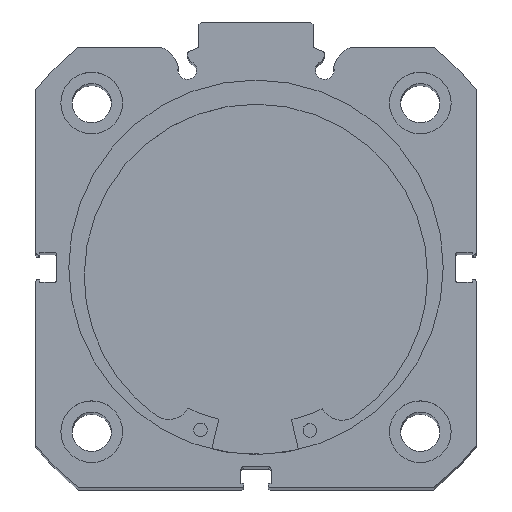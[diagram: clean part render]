
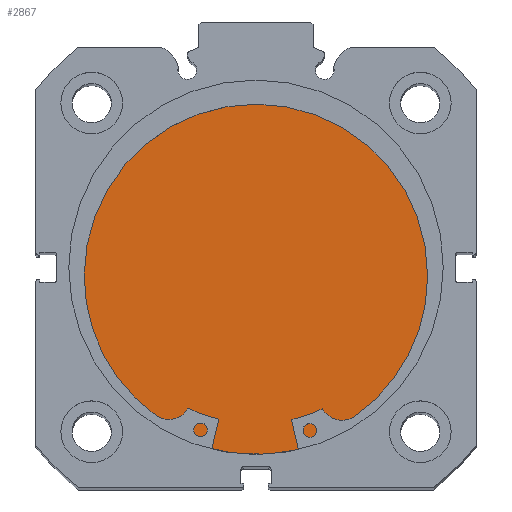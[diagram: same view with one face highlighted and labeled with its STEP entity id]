
A CAD part, top view. The second image highlights one B-rep face of the part: STEP entity #2867.
In plain terms, the highlighted face is planar.
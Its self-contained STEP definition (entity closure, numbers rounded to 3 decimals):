
#861 = VERTEX_POINT ( 'NONE', #4511 ) ;
#1730 = VERTEX_POINT ( 'NONE', #4607 ) ;
#1843 = ORIENTED_EDGE ( 'NONE', *, *, #3392, .F. ) ;
#1844 = ORIENTED_EDGE ( 'NONE', *, *, #3384, .F. ) ;
#1869 = EDGE_LOOP ( 'NONE', ( #1844, #1843 ) ) ;
#2494 = FACE_OUTER_BOUND ( 'NONE', #1869, .T. ) ;
#2680 = CIRCLE ( 'NONE', #3737, 41. ) ;
#2691 = CIRCLE ( 'NONE', #3741, 41. ) ;
#2867 = ADVANCED_FACE ( 'NONE', ( #2494 ), #4910, .F. ) ;
#3384 = EDGE_CURVE ( 'NONE', #1730, #861, #2680, .T. ) ;
#3392 = EDGE_CURVE ( 'NONE', #861, #1730, #2691, .T. ) ;
#3687 = AXIS2_PLACEMENT_3D ( 'NONE', #4909, #4912, #4913 ) ;
#3737 = AXIS2_PLACEMENT_3D ( 'NONE', #5247, #5249, #5250 ) ;
#3741 = AXIS2_PLACEMENT_3D ( 'NONE', #5266, #5269, #5270 ) ;
#4511 = CARTESIAN_POINT ( 'NONE',  ( 12., 0., -41. ) ) ;
#4607 = CARTESIAN_POINT ( 'NONE',  ( 12., 0., 41. ) ) ;
#4909 = CARTESIAN_POINT ( 'NONE',  ( 12., 41., 0. ) ) ;
#4910 = PLANE ( 'NONE',  #3687 ) ;
#4912 = DIRECTION ( 'NONE',  ( -1., 0., 0. ) ) ;
#4913 = DIRECTION ( 'NONE',  ( 0., 0., 1. ) ) ;
#5247 = CARTESIAN_POINT ( 'NONE',  ( 12., 0., 0. ) ) ;
#5249 = DIRECTION ( 'NONE',  ( -1., 0., 0. ) ) ;
#5250 = DIRECTION ( 'NONE',  ( 0., 0., 1. ) ) ;
#5266 = CARTESIAN_POINT ( 'NONE',  ( 12., 0., 0. ) ) ;
#5269 = DIRECTION ( 'NONE',  ( -1., 0., 0. ) ) ;
#5270 = DIRECTION ( 'NONE',  ( 0., 0., 1. ) ) ;
